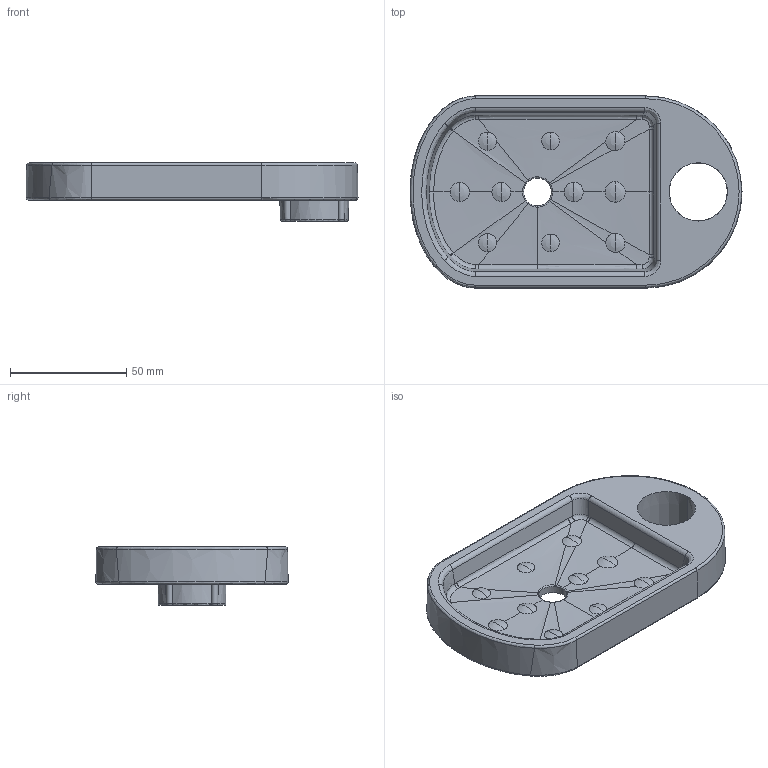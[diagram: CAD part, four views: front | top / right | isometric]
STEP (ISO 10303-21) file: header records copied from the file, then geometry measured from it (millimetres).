
FILE_DESCRIPTION((''),'2;1');
FILE_NAME('4071975CR','2021-11-26T11:05:13',('ut3'),('PAFFONI SpA'),'CREO PARAMETRIC BY PTC INC, 2020044','CREO PARAMETRIC BY PTC INC, 2020044','');
FILE_SCHEMA(('CONFIG_CONTROL_DESIGN','SHAPE_APPEARANCE_LAYERS_GROUPS'));
Length unit declared in the file: millimetre
Products named in the file (1): 4071975CR
Bounding box: 142.5 x 82.52 x 25 mm (x, y, z)
Volume: 46660.5 mm3; surface area: 39797 mm2
Topology: 1 solids, 1 shells, 225 faces, 640 edges, 402 vertices
Faces by surface type: bspline 76, plane 48, cylinder 41, torus 28, sphere 20, cone 12
Entity records: 13151 total; most frequent: CARTESIAN_POINT 6073, ORIENTED_EDGE 1240, DIRECTION 873, PRESENTATION_STYLE_ASSIGNMENT 621, STYLED_ITEM 621, CURVE_STYLE 620, EDGE_CURVE 620, VERTEX_POINT 402
